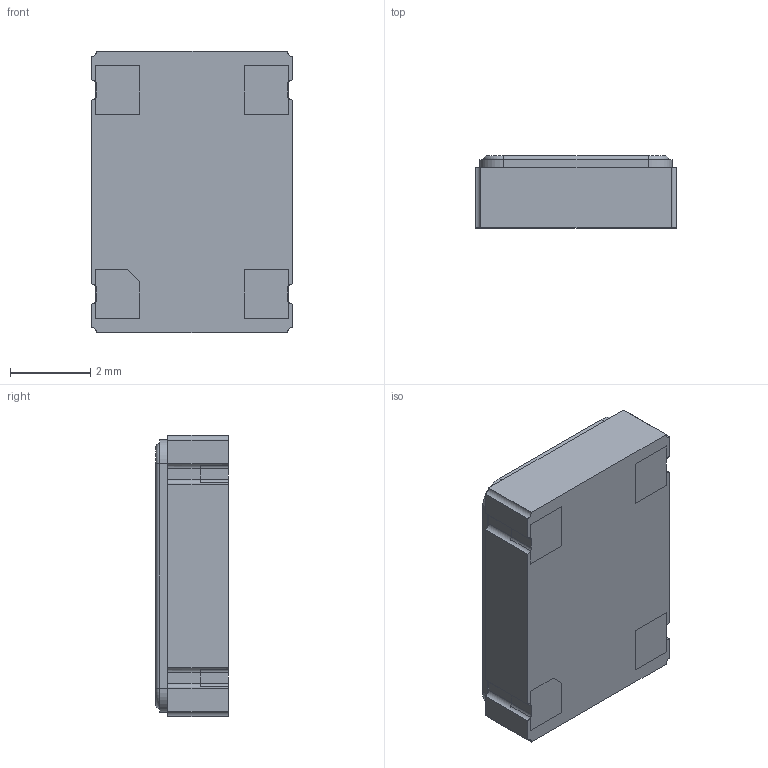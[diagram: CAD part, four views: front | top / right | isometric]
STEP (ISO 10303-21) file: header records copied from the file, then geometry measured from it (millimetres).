
FILE_DESCRIPTION (( 'STEP AP214' ), '1' );
FILE_NAME ('CB3-2C-10M000000.STEP', '2023-01-23T11:16:41', ( '' ), ( '' ), 'SwSTEP 2.0', 'SolidWorks 2021', '' );
FILE_SCHEMA (( 'AUTOMOTIVE_DESIGN' ));
Length unit declared in the file: millimetre
Products named in the file (1): CB3-2C-10M000000
Bounding box: 5 x 1.8 x 7 mm (x, y, z)
Volume: 61.5 mm3; surface area: 218.8 mm2
Topology: 8 solids, 8 shells, 135 faces, 346 edges, 228 vertices
Faces by surface type: plane 91, cylinder 40, torus 4
Entity records: 4189 total; most frequent: DIRECTION 710, CARTESIAN_POINT 710, ORIENTED_EDGE 692, EDGE_CURVE 346, VECTOR 254, LINE 254, VERTEX_POINT 228, AXIS2_PLACEMENT_3D 228
